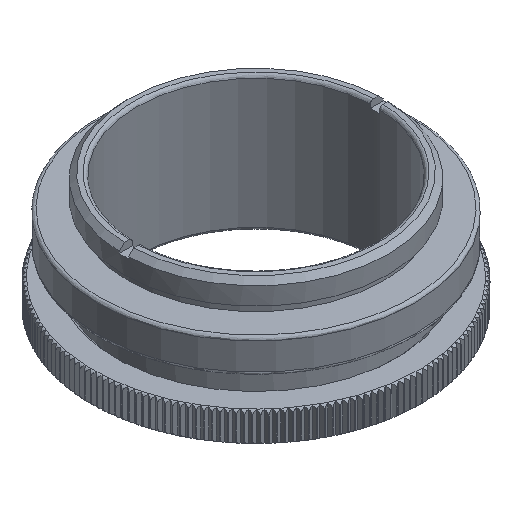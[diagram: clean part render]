
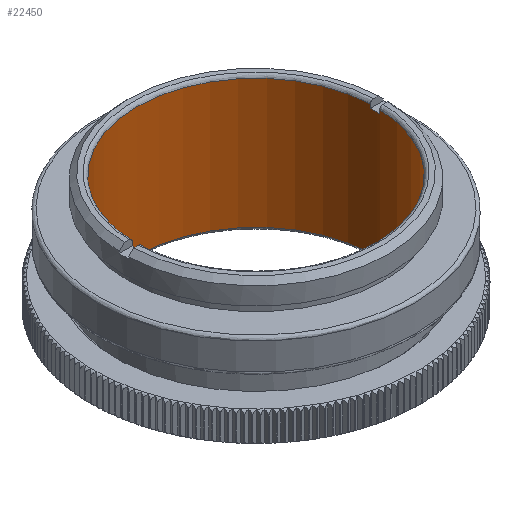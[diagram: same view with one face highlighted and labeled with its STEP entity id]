
A CAD part, isometric view. The second image highlights one B-rep face of the part: STEP entity #22450.
In plain terms, the highlighted cylindrical face has radius 11.45 mm (diameter 22.9 mm), a full revolution.
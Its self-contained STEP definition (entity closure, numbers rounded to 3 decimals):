
#143 = CARTESIAN_POINT ( 'NONE',  ( 11.441, -0.45, 12.35 ) ) ;
#157 = CARTESIAN_POINT ( 'NONE',  ( -11.441, 0.45, 0.65 ) ) ;
#210 = CARTESIAN_POINT ( 'NONE',  ( -11.441, 0.45, 12.35 ) ) ;
#704 = CARTESIAN_POINT ( 'NONE',  ( 11.441, 0.45, 0.3 ) ) ;
#881 = DIRECTION ( 'NONE',  ( -1., 0., 0. ) ) ;
#1196 = CARTESIAN_POINT ( 'NONE',  ( 0., 0., 0. ) ) ;
#1266 = CARTESIAN_POINT ( 'NONE',  ( 11.441, 0.45, 0.65 ) ) ;
#1311 = CYLINDRICAL_SURFACE ( 'NONE', #20003, 11.45 ) ;
#1400 = CARTESIAN_POINT ( 'NONE',  ( -11.441, -0.45, 0.65 ) ) ;
#1418 = FACE_OUTER_BOUND ( 'NONE', #21554, .T. ) ;
#1460 = VERTEX_POINT ( 'NONE', #4462 ) ;
#1662 = CARTESIAN_POINT ( 'NONE',  ( 0., 0., 12.35 ) ) ;
#1834 = CIRCLE ( 'NONE', #17685, 11.45 ) ;
#1879 = AXIS2_PLACEMENT_3D ( 'NONE', #5244, #10562, #3822 ) ;
#1897 = VERTEX_POINT ( 'NONE', #143 ) ;
#2006 = VERTEX_POINT ( 'NONE', #704 ) ;
#2080 = CARTESIAN_POINT ( 'NONE',  ( -11.441, -0.45, 0.3 ) ) ;
#2225 = AXIS2_PLACEMENT_3D ( 'NONE', #18863, #17424, #21209 ) ;
#2454 = CARTESIAN_POINT ( 'NONE',  ( -11.441, -0.45, 0. ) ) ;
#2498 = DIRECTION ( 'NONE',  ( -1., 0., 0. ) ) ;
#2723 = CARTESIAN_POINT ( 'NONE',  ( -11.441, -0.45, 12.7 ) ) ;
#2831 = CARTESIAN_POINT ( 'NONE',  ( 11.441, -0.45, 0.65 ) ) ;
#3024 = VECTOR ( 'NONE', #20978, 1000. ) ;
#3367 = ORIENTED_EDGE ( 'NONE', *, *, #13414, .F. ) ;
#3384 = ORIENTED_EDGE ( 'NONE', *, *, #12051, .F. ) ;
#3395 = LINE ( 'NONE', #1400, #23032 ) ;
#3545 = LINE ( 'NONE', #8764, #23323 ) ;
#3822 = DIRECTION ( 'NONE',  ( -1., 0., 0. ) ) ;
#3972 = LINE ( 'NONE', #21945, #16575 ) ;
#4116 = VECTOR ( 'NONE', #16982, 1000. ) ;
#4167 = AXIS2_PLACEMENT_3D ( 'NONE', #22461, #4992, #11933 ) ;
#4462 = CARTESIAN_POINT ( 'NONE',  ( -11.441, -0.45, 0.65 ) ) ;
#4972 = DIRECTION ( 'NONE',  ( -1., 0., 0. ) ) ;
#4992 = DIRECTION ( 'NONE',  ( 0., 0., 1. ) ) ;
#5119 = VERTEX_POINT ( 'NONE', #7076 ) ;
#5223 = VERTEX_POINT ( 'NONE', #18048 ) ;
#5244 = CARTESIAN_POINT ( 'NONE',  ( 0., 0., 0.3 ) ) ;
#5576 = EDGE_CURVE ( 'NONE', #15945, #19571, #22573, .T. ) ;
#5585 = EDGE_CURVE ( 'NONE', #2006, #19571, #10940, .T. ) ;
#5643 = ORIENTED_EDGE ( 'NONE', *, *, #5576, .T. ) ;
#6024 = EDGE_LOOP ( 'NONE', ( #13465, #16537, #11362, #11984, #3384, #9583, #15636, #15186 ) ) ;
#6081 = VERTEX_POINT ( 'NONE', #7177 ) ;
#6231 = DIRECTION ( 'NONE',  ( 0., 0., -1. ) ) ;
#6361 = EDGE_CURVE ( 'NONE', #5119, #11404, #15436, .T. ) ;
#6509 = FACE_OUTER_BOUND ( 'NONE', #6024, .T. ) ;
#6845 = CIRCLE ( 'NONE', #17416, 11.45 ) ;
#7076 = CARTESIAN_POINT ( 'NONE',  ( 11.441, -0.45, 0.65 ) ) ;
#7174 = AXIS2_PLACEMENT_3D ( 'NONE', #18814, #17057, #881 ) ;
#7177 = CARTESIAN_POINT ( 'NONE',  ( 11.441, -0.45, 0.3 ) ) ;
#7426 = EDGE_CURVE ( 'NONE', #5223, #14449, #9515, .T. ) ;
#7519 = VECTOR ( 'NONE', #14804, 1000. ) ;
#7629 = CARTESIAN_POINT ( 'NONE',  ( 11.441, 0.45, 0. ) ) ;
#8256 = DIRECTION ( 'NONE',  ( 0., 0., -1. ) ) ;
#8481 = ORIENTED_EDGE ( 'NONE', *, *, #5585, .F. ) ;
#8764 = CARTESIAN_POINT ( 'NONE',  ( 11.441, -0.45, 0. ) ) ;
#9408 = CIRCLE ( 'NONE', #1879, 11.45 ) ;
#9515 = LINE ( 'NONE', #7629, #7519 ) ;
#9583 = ORIENTED_EDGE ( 'NONE', *, *, #18692, .F. ) ;
#9991 = LINE ( 'NONE', #19434, #3024 ) ;
#10200 = ORIENTED_EDGE ( 'NONE', *, *, #6361, .F. ) ;
#10205 = EDGE_CURVE ( 'NONE', #10722, #16524, #16980, .T. ) ;
#10562 = DIRECTION ( 'NONE',  ( 0., 0., 1. ) ) ;
#10722 = VERTEX_POINT ( 'NONE', #23142 ) ;
#10940 = CIRCLE ( 'NONE', #4167, 11.45 ) ;
#11057 = EDGE_CURVE ( 'NONE', #15049, #1460, #3395, .T. ) ;
#11133 = CARTESIAN_POINT ( 'NONE',  ( 0., 0., 0.65 ) ) ;
#11255 = VECTOR ( 'NONE', #13436, 1000. ) ;
#11306 = DIRECTION ( 'NONE',  ( -1., 0., 0. ) ) ;
#11362 = ORIENTED_EDGE ( 'NONE', *, *, #18974, .F. ) ;
#11404 = VERTEX_POINT ( 'NONE', #1266 ) ;
#11500 = CARTESIAN_POINT ( 'NONE',  ( 11.441, 0.45, 12.35 ) ) ;
#11649 = CIRCLE ( 'NONE', #16932, 11.45 ) ;
#11933 = DIRECTION ( 'NONE',  ( -1., 0., 0. ) ) ;
#11984 = ORIENTED_EDGE ( 'NONE', *, *, #19748, .F. ) ;
#12051 = EDGE_CURVE ( 'NONE', #22439, #17657, #6845, .T. ) ;
#12189 = ORIENTED_EDGE ( 'NONE', *, *, #21446, .F. ) ;
#12707 = LINE ( 'NONE', #2454, #4116 ) ;
#13160 = CIRCLE ( 'NONE', #22239, 11.45 ) ;
#13323 = CARTESIAN_POINT ( 'NONE',  ( 0., 0., 12.35 ) ) ;
#13414 = EDGE_CURVE ( 'NONE', #15945, #1460, #11649, .T. ) ;
#13436 = DIRECTION ( 'NONE',  ( 0., 0., -1. ) ) ;
#13452 = EDGE_CURVE ( 'NONE', #14449, #1897, #1834, .T. ) ;
#13465 = ORIENTED_EDGE ( 'NONE', *, *, #13452, .F. ) ;
#13514 = EDGE_CURVE ( 'NONE', #1897, #10722, #3545, .T. ) ;
#13567 = CARTESIAN_POINT ( 'NONE',  ( -11.441, 0.45, 0.3 ) ) ;
#13786 = EDGE_CURVE ( 'NONE', #5119, #6081, #19010, .T. ) ;
#13820 = DIRECTION ( 'NONE',  ( 0., 0., 1. ) ) ;
#14449 = VERTEX_POINT ( 'NONE', #11500 ) ;
#14768 = CARTESIAN_POINT ( 'NONE',  ( -11.441, 0.45, 12.7 ) ) ;
#14804 = DIRECTION ( 'NONE',  ( 0., 0., -1. ) ) ;
#15049 = VERTEX_POINT ( 'NONE', #2080 ) ;
#15186 = ORIENTED_EDGE ( 'NONE', *, *, #13514, .F. ) ;
#15236 = ORIENTED_EDGE ( 'NONE', *, *, #21293, .T. ) ;
#15436 = CIRCLE ( 'NONE', #2225, 11.45 ) ;
#15489 = CARTESIAN_POINT ( 'NONE',  ( -11.441, 0.45, 0.65 ) ) ;
#15636 = ORIENTED_EDGE ( 'NONE', *, *, #10205, .F. ) ;
#15945 = VERTEX_POINT ( 'NONE', #157 ) ;
#16036 = VERTEX_POINT ( 'NONE', #14768 ) ;
#16524 = VERTEX_POINT ( 'NONE', #2723 ) ;
#16537 = ORIENTED_EDGE ( 'NONE', *, *, #7426, .F. ) ;
#16575 = VECTOR ( 'NONE', #19922, 1000. ) ;
#16724 = CARTESIAN_POINT ( 'NONE',  ( 0., 0., 12.7 ) ) ;
#16932 = AXIS2_PLACEMENT_3D ( 'NONE', #11133, #20692, #2498 ) ;
#16980 = CIRCLE ( 'NONE', #7174, 11.45 ) ;
#16982 = DIRECTION ( 'NONE',  ( 0., 0., -1. ) ) ;
#17000 = VECTOR ( 'NONE', #22708, 1000. ) ;
#17057 = DIRECTION ( 'NONE',  ( 0., 0., -1. ) ) ;
#17416 = AXIS2_PLACEMENT_3D ( 'NONE', #13323, #8256, #11306 ) ;
#17424 = DIRECTION ( 'NONE',  ( 0., 0., 1. ) ) ;
#17468 = DIRECTION ( 'NONE',  ( 0., 0., 1. ) ) ;
#17657 = VERTEX_POINT ( 'NONE', #210 ) ;
#17685 = AXIS2_PLACEMENT_3D ( 'NONE', #1662, #21385, #19278 ) ;
#17892 = ORIENTED_EDGE ( 'NONE', *, *, #13786, .T. ) ;
#18048 = CARTESIAN_POINT ( 'NONE',  ( 11.441, 0.45, 12.7 ) ) ;
#18692 = EDGE_CURVE ( 'NONE', #16524, #22439, #12707, .T. ) ;
#18814 = CARTESIAN_POINT ( 'NONE',  ( 0., 0., 12.7 ) ) ;
#18863 = CARTESIAN_POINT ( 'NONE',  ( 0., 0., 0.65 ) ) ;
#18865 = DIRECTION ( 'NONE',  ( -1., 0., 0. ) ) ;
#18974 = EDGE_CURVE ( 'NONE', #16036, #5223, #13160, .T. ) ;
#19010 = LINE ( 'NONE', #2831, #11255 ) ;
#19278 = DIRECTION ( 'NONE',  ( -1., 0., 0. ) ) ;
#19434 = CARTESIAN_POINT ( 'NONE',  ( 11.441, 0.45, 0.65 ) ) ;
#19571 = VERTEX_POINT ( 'NONE', #13567 ) ;
#19647 = ORIENTED_EDGE ( 'NONE', *, *, #11057, .T. ) ;
#19748 = EDGE_CURVE ( 'NONE', #17657, #16036, #3972, .T. ) ;
#19922 = DIRECTION ( 'NONE',  ( 0., 0., 1. ) ) ;
#20003 = AXIS2_PLACEMENT_3D ( 'NONE', #1196, #20917, #4972 ) ;
#20692 = DIRECTION ( 'NONE',  ( 0., 0., 1. ) ) ;
#20917 = DIRECTION ( 'NONE',  ( 0., 0., -1. ) ) ;
#20978 = DIRECTION ( 'NONE',  ( 0., 0., 1. ) ) ;
#21149 = CARTESIAN_POINT ( 'NONE',  ( -11.441, -0.45, 12.35 ) ) ;
#21209 = DIRECTION ( 'NONE',  ( -1., 0., 0. ) ) ;
#21293 = EDGE_CURVE ( 'NONE', #2006, #11404, #9991, .T. ) ;
#21385 = DIRECTION ( 'NONE',  ( 0., 0., -1. ) ) ;
#21446 = EDGE_CURVE ( 'NONE', #15049, #6081, #9408, .T. ) ;
#21554 = EDGE_LOOP ( 'NONE', ( #3367, #5643, #8481, #15236, #10200, #17892, #12189, #19647 ) ) ;
#21945 = CARTESIAN_POINT ( 'NONE',  ( -11.441, 0.45, 0. ) ) ;
#22239 = AXIS2_PLACEMENT_3D ( 'NONE', #16724, #6231, #18865 ) ;
#22439 = VERTEX_POINT ( 'NONE', #21149 ) ;
#22450 = ADVANCED_FACE ( 'NONE', ( #1418, #6509 ), #1311, .F. ) ;
#22461 = CARTESIAN_POINT ( 'NONE',  ( 0., 0., 0.3 ) ) ;
#22573 = LINE ( 'NONE', #15489, #17000 ) ;
#22708 = DIRECTION ( 'NONE',  ( 0., 0., -1. ) ) ;
#23032 = VECTOR ( 'NONE', #17468, 1000. ) ;
#23142 = CARTESIAN_POINT ( 'NONE',  ( 11.441, -0.45, 12.7 ) ) ;
#23323 = VECTOR ( 'NONE', #13820, 1000. ) ;
